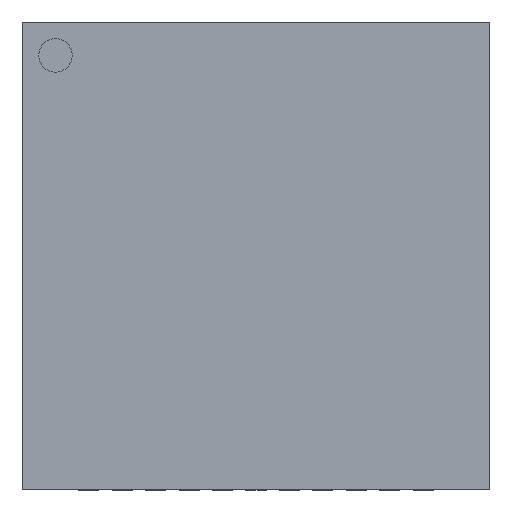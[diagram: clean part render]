
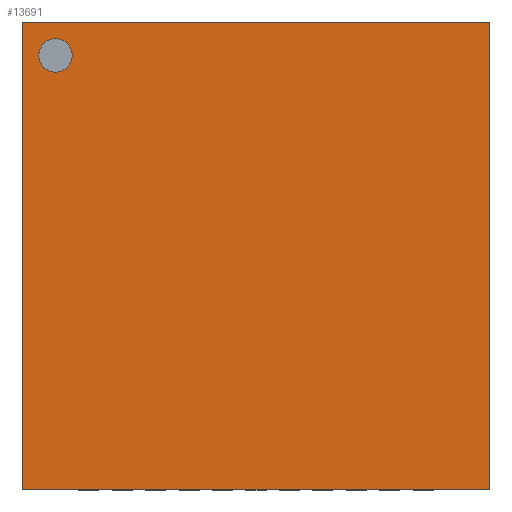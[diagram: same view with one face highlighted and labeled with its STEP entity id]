
A CAD part, top view. The second image highlights one B-rep face of the part: STEP entity #13691.
In plain terms, the highlighted planar face has unit normal (0, 0, 1).
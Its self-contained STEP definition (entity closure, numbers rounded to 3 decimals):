
#7058=CARTESIAN_POINT('',(-2.75,3.,1.0));
#7059=VERTEX_POINT('',#7058);
#7068=CARTESIAN_POINT('',(-3.25,3.,1.0));
#7069=VERTEX_POINT('',#7068);
#7070=CARTESIAN_POINT('',(-3.,3.,1.0));
#7071=DIRECTION('',(0.0,0.0,-1.0));
#7072=DIRECTION('',(1.0,0.0,0.0));
#7073=AXIS2_PLACEMENT_3D('',#7070,#7071,#7072);
#7074=CIRCLE('',#7073,0.25);
#7075=EDGE_CURVE('',#7069,#7059,#7074,.T.);
#13581=CARTESIAN_POINT('',(-3.5,-3.5,1.0));
#13582=VERTEX_POINT('',#13581);
#13589=CARTESIAN_POINT('',(-3.5,3.5,1.0));
#13590=VERTEX_POINT('',#13589);
#13591=CARTESIAN_POINT('',(-3.5,3.5,1.0));
#13592=DIRECTION('',(0.0,-1.0,0.0));
#13593=VECTOR('',#13592,7.0);
#13594=LINE('',#13591,#13593);
#13595=EDGE_CURVE('',#13590,#13582,#13594,.T.);
#13637=CARTESIAN_POINT('',(-3.,3.,1.0));
#13638=DIRECTION('',(0.0,0.0,-1.0));
#13639=DIRECTION('',(1.0,0.0,0.0));
#13640=AXIS2_PLACEMENT_3D('',#13637,#13638,#13639);
#13641=CIRCLE('',#13640,0.25);
#13642=EDGE_CURVE('',#7059,#7069,#13641,.T.);
#13657=CARTESIAN_POINT('',(0.0,0.,1.0));
#13658=DIRECTION('',(0.0,0.0,1.0));
#13659=DIRECTION('',(0.0,-1.0,0.0));
#13660=AXIS2_PLACEMENT_3D('',#13657,#13658,#13659);
#13661=PLANE('',#13660);
#13662=CARTESIAN_POINT('',(3.5,-3.5,1.0));
#13663=VERTEX_POINT('',#13662);
#13664=CARTESIAN_POINT('',(-3.5,-3.5,1.0));
#13665=DIRECTION('',(1.0,0.0,0.0));
#13666=VECTOR('',#13665,7.0);
#13667=LINE('',#13664,#13666);
#13668=EDGE_CURVE('',#13582,#13663,#13667,.T.);
#13669=ORIENTED_EDGE('',*,*,#13668,.T.);
#13670=CARTESIAN_POINT('',(3.5,3.5,1.0));
#13671=VERTEX_POINT('',#13670);
#13672=CARTESIAN_POINT('',(3.5,-3.5,1.0));
#13673=DIRECTION('',(0.0,1.0,0.0));
#13674=VECTOR('',#13673,7.0);
#13675=LINE('',#13672,#13674);
#13676=EDGE_CURVE('',#13663,#13671,#13675,.T.);
#13677=ORIENTED_EDGE('',*,*,#13676,.T.);
#13678=CARTESIAN_POINT('',(3.5,3.5,1.0));
#13679=DIRECTION('',(-1.0,0.0,0.0));
#13680=VECTOR('',#13679,7.0);
#13681=LINE('',#13678,#13680);
#13682=EDGE_CURVE('',#13671,#13590,#13681,.T.);
#13683=ORIENTED_EDGE('',*,*,#13682,.T.);
#13684=ORIENTED_EDGE('',*,*,#13595,.T.);
#13685=EDGE_LOOP('',(#13669,#13677,#13683,#13684));
#13686=FACE_OUTER_BOUND('',#13685,.T.);
#13687=ORIENTED_EDGE('',*,*,#7075,.T.);
#13688=ORIENTED_EDGE('',*,*,#13642,.T.);
#13689=EDGE_LOOP('',(#13687,#13688));
#13690=FACE_BOUND('',#13689,.T.);
#13691=ADVANCED_FACE('',(#13686,#13690),#13661,.T.);
